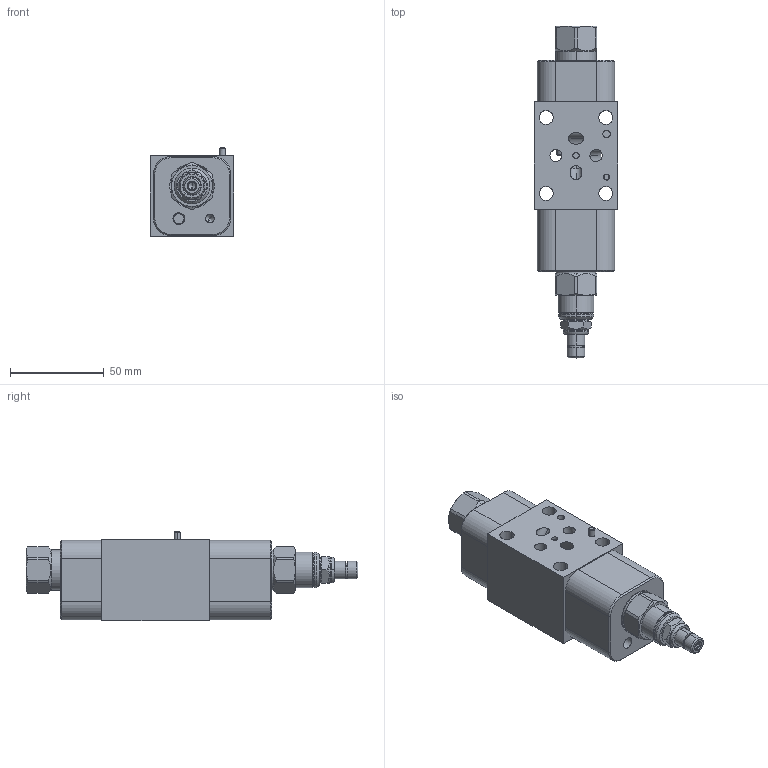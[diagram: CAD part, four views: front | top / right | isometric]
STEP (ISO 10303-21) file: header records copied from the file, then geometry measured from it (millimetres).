
FILE_DESCRIPTION((''),'2;1');
FILE_NAME('YPCBLANAA_ASM','2024-08-14T',('ProEService'),(''),'PRO/ENGINEER BY PARAMETRIC TECHNOLOGY CORPORATION, 2014200','PRO/ENGINEER BY PARAMETRIC TECHNOLOGY CORPORATION, 2014200','');
FILE_SCHEMA(('CONFIG_CONTROL_DESIGN'));
Length unit declared in the file: inch
Products named in the file (8): 150-283; 811-001-006; CXDAXCN; 850-004-250; PBDBLAN; 500-001-012; 700-002; YPCBLANAA_ASM
Assembly tree (11 placements, depth 2):
  YPCBLANAA_ASM
    150-283
    811-001-006
    CXDAXCN
    850-004-250  x2
    PBDBLAN
    500-001-012  x4
    700-002
Bounding box: 44.45 x 176.96 x 47.5 mm (x, y, z)
Volume: 197180.7 mm3; surface area: 55588.5 mm2
Topology: 11 solids, 11 shells, 648 faces, 1852 edges, 1424 vertices
Faces by surface type: cylinder 261, plane 138, cone 133, torus 87, bspline 11, sphere 10, revolution 8
Entity records: 28389 total; most frequent: CARTESIAN_POINT 11559, DIRECTION 3672, ORIENTED_EDGE 3022, EDGE_CURVE 1511, AXIS2_PLACEMENT_3D 1420, VERTEX_POINT 945, VECTOR 824, LINE 824
